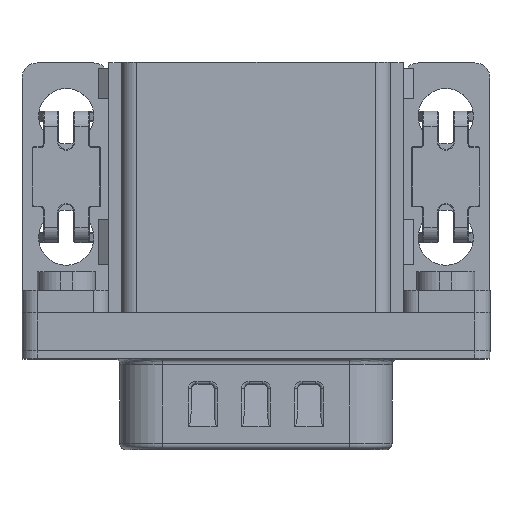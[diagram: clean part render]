
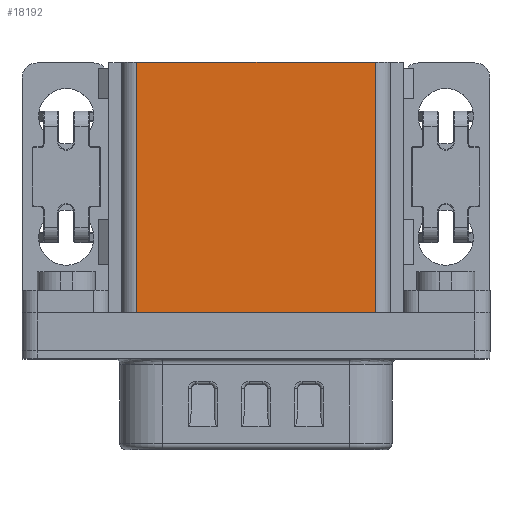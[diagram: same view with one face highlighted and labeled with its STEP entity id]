
A CAD part, top view. The second image highlights one B-rep face of the part: STEP entity #18192.
In plain terms, the highlighted planar face has unit normal (0, 0, 1).
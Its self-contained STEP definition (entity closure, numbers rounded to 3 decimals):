
#17879=CARTESIAN_POINT('',(909.594,-177.379,54.55));
#17880=VERTEX_POINT('',#17879);
#17888=CARTESIAN_POINT('',(893.894,-177.379,54.55));
#17889=VERTEX_POINT('',#17888);
#17890=CARTESIAN_POINT('',(909.594,-177.379,54.55));
#17891=DIRECTION('',(-1.0,0.0,0.0));
#17892=VECTOR('',#17891,15.7);
#17893=LINE('',#17890,#17892);
#17894=EDGE_CURVE('',#17880,#17889,#17893,.T.);
#18120=CARTESIAN_POINT('',(893.894,-160.879,54.55));
#18121=VERTEX_POINT('',#18120);
#18129=CARTESIAN_POINT('',(909.594,-160.879,54.55));
#18130=VERTEX_POINT('',#18129);
#18131=CARTESIAN_POINT('',(909.594,-160.879,54.55));
#18132=DIRECTION('',(-1.0,0.0,0.0));
#18133=VECTOR('',#18132,15.7);
#18134=LINE('',#18131,#18133);
#18135=EDGE_CURVE('',#18130,#18121,#18134,.T.);
#18166=CARTESIAN_POINT('',(909.594,-160.879,54.55));
#18167=DIRECTION('',(0.0,-1.0,0.0));
#18168=VECTOR('',#18167,16.5);
#18169=LINE('',#18166,#18168);
#18170=EDGE_CURVE('',#18130,#17880,#18169,.T.);
#18176=CARTESIAN_POINT('',(901.744,-175.879,54.55));
#18177=DIRECTION('',(0.0,0.0,-1.0));
#18178=DIRECTION('',(1.0,0.0,0.0));
#18179=AXIS2_PLACEMENT_3D('',#18176,#18177,#18178);
#18180=PLANE('',#18179);
#18181=ORIENTED_EDGE('',*,*,#18170,.F.);
#18182=ORIENTED_EDGE('',*,*,#18135,.T.);
#18183=CARTESIAN_POINT('',(893.894,-177.379,54.55));
#18184=DIRECTION('',(0.0,1.0,0.0));
#18185=VECTOR('',#18184,16.5);
#18186=LINE('',#18183,#18185);
#18187=EDGE_CURVE('',#17889,#18121,#18186,.T.);
#18188=ORIENTED_EDGE('',*,*,#18187,.F.);
#18189=ORIENTED_EDGE('',*,*,#17894,.F.);
#18190=EDGE_LOOP('',(#18181,#18182,#18188,#18189));
#18191=FACE_OUTER_BOUND('',#18190,.T.);
#18192=ADVANCED_FACE('',(#18191),#18180,.F.);
